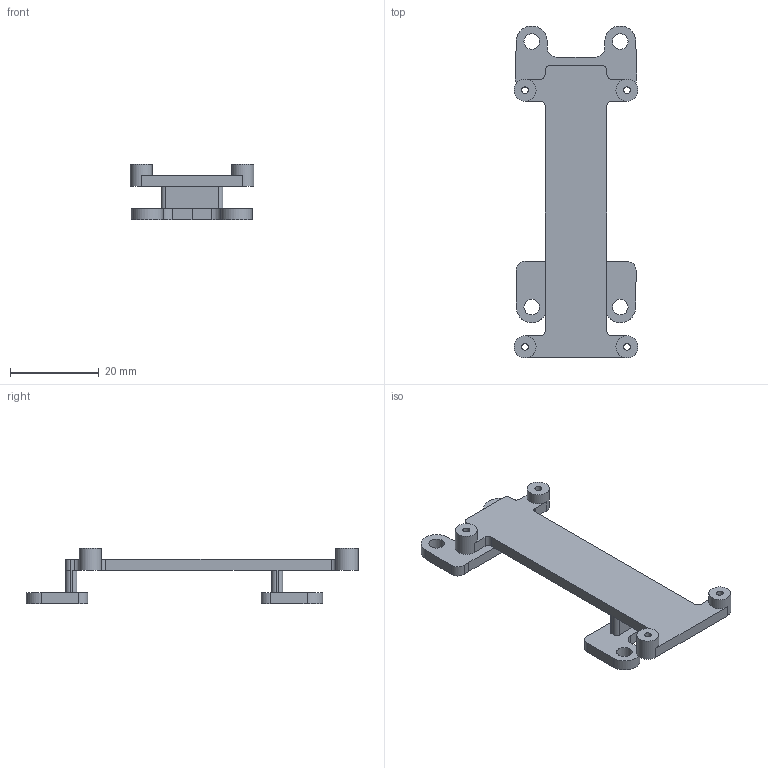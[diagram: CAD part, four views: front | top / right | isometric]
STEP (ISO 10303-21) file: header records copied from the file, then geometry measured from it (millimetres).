
FILE_DESCRIPTION(/* description */ (''),/* implementation_level */ '2;1');
FILE_NAME(/* name */ 'chassis_top v1.step',/* time_stamp */ '2023-11-05T14:32:12+01:00',/* author */ (''),/* organization */ (''),/* preprocessor_version */ 'ST-DEVELOPER v20',/* originating_system */ 'Autodesk Translation Framework v12.14.0.127',/* authorisation */ '');
FILE_SCHEMA (('AUTOMOTIVE_DESIGN { 1 0 10303 214 3 1 1 }'));
Length unit declared in the file: millimetre
Products named in the file (1): chassis_top
Bounding box: 28 x 75 x 12.5 mm (x, y, z)
Volume: 4412.1 mm3; surface area: 4593.9 mm2
Topology: 1 solids, 1 shells, 83 faces, 237 edges, 158 vertices
Faces by surface type: plane 43, cylinder 40
Full cylindrical faces by diameter (mm): 1.5 x4, 3.5 x4, 5 x4
Entity records: 2802 total; most frequent: DIRECTION 491, CARTESIAN_POINT 479, ORIENTED_EDGE 474, EDGE_CURVE 237, AXIS2_PLACEMENT_3D 170, VERTEX_POINT 158, LINE 151, VECTOR 151
